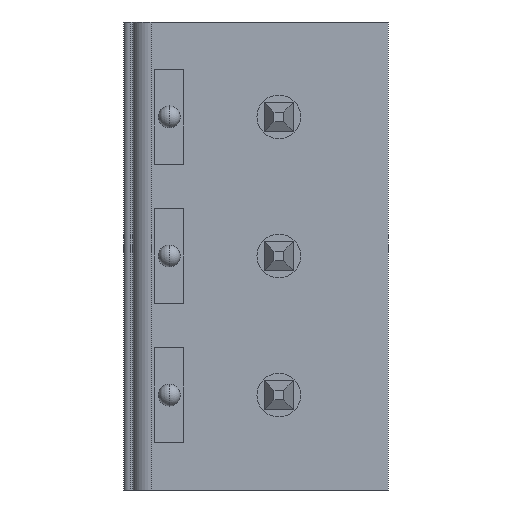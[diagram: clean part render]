
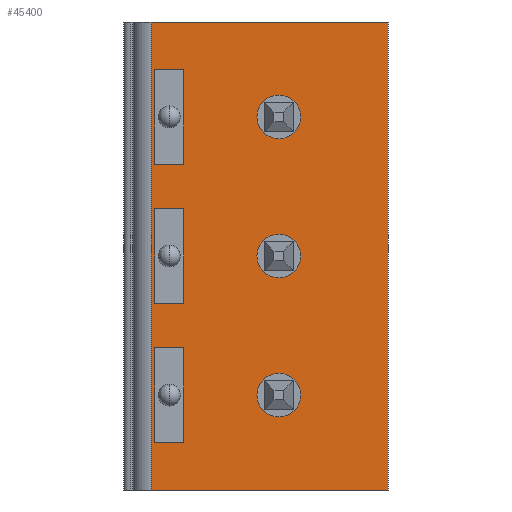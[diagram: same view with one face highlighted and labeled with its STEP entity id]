
A CAD part, front view. The second image highlights one B-rep face of the part: STEP entity #45400.
In plain terms, the highlighted face is planar.
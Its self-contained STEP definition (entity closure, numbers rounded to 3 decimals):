
#130=CARTESIAN_POINT('',(0.,6.5,
   2.6));
#140=VERTEX_POINT('',#130);
#870=CARTESIAN_POINT('',(0.,0.,
   2.6));
#880=VERTEX_POINT('',#870);
#910=CARTESIAN_POINT('',(0.,0.,
   2.6));
#920=DIRECTION('',(0.,-1.,
   0.));
#930=VECTOR('',#920,1.);
#940=LINE('',#910,#930);
#950=EDGE_CURVE('',#140,#880,#940,.T.);
#1420=CARTESIAN_POINT('',(0.,5.6,
   -6.32));
#1430=VERTEX_POINT('',#1420);
#1480=CARTESIAN_POINT('',(0.,5.6,
   -3.81));
#1490=DIRECTION('',(0.,0.,
   -1.));
#1500=VECTOR('',#1490,1.);
#1510=LINE('',#1480,#1500);
#1520=CARTESIAN_POINT('',(0.,5.6,
   -8.92));
#1530=VERTEX_POINT('',#1520);
#1540=EDGE_CURVE('',#1430,#1530,#1510,.T.);
#1890=CARTESIAN_POINT('',(0.,6.4,
   -8.92));
#1900=VERTEX_POINT('',#1890);
#2020=CARTESIAN_POINT('',(0.,0.,
   -8.92));
#2030=DIRECTION('',(0.,1.,
   0.));
#2040=VECTOR('',#2030,1.);
#2050=LINE('',#2020,#2040);
#2060=EDGE_CURVE('',#1530,#1900,#2050,.T.);
#6140=CARTESIAN_POINT('',(0.,6.5,
   -10.22));
#6150=VERTEX_POINT('',#6140);
#6200=CARTESIAN_POINT('',(0.,6.5,
   0.));
#6210=DIRECTION('',(0.,0.,
   1.));
#6220=VECTOR('',#6210,1.);
#6230=LINE('',#6200,#6220);
#6240=EDGE_CURVE('',#6150,#140,#6230,.T.);
#13620=CARTESIAN_POINT('',(0.,0.
   ,1.3));
#13630=DIRECTION('',(0.,-1.,
   0.));
#13640=VECTOR('',#13630,1.);
#13650=LINE('',#13620,#13640);
#13660=CARTESIAN_POINT('',(0.,6.4
   ,1.3));
#13670=VERTEX_POINT('',#13660);
#13680=CARTESIAN_POINT('',(0.,5.6
   ,1.3));
#13690=VERTEX_POINT('',#13680);
#13700=EDGE_CURVE('',#13670,#13690,#13650,.T.);
#14990=CARTESIAN_POINT('',(0.,6.4
   ,-1.3));
#15000=VERTEX_POINT('',#14990);
#15050=CARTESIAN_POINT('',(0.,6.4
   ,0.));
#15060=DIRECTION('',(0.,0.,
   1.));
#15070=VECTOR('',#15060,1.);
#15080=LINE('',#15050,#15070);
#15090=EDGE_CURVE('',#15000,#13670,#15080,.T.);
#16200=CARTESIAN_POINT('',(0.,0.
   ,-1.3));
#16210=DIRECTION('',(0.,1.,
   0.));
#16220=VECTOR('',#16210,1.);
#16230=LINE('',#16200,#16220);
#16240=CARTESIAN_POINT('',(0.,5.6
   ,-1.3));
#16250=VERTEX_POINT('',#16240);
#16260=EDGE_CURVE('',#16250,#15000,#16230,.T.);
#18250=CARTESIAN_POINT('',(0.,5.6
   ,0.));
#18260=DIRECTION('',(0.,0.,
   -1.));
#18270=VECTOR('',#18260,1.);
#18280=LINE('',#18250,#18270);
#18290=EDGE_CURVE('',#13690,#16250,#18280,.T.);
#19420=CARTESIAN_POINT('',(0.,2.4
   ,0.));
#19430=VERTEX_POINT('',#19420);
#19610=CARTESIAN_POINT('',(0.,3.6
   ,0.));
#19620=VERTEX_POINT('',#19610);
#19650=CARTESIAN_POINT('',(0.,3.
   ,0.));
#19660=DIRECTION('',(-1.,0.,
   0.));
#19670=DIRECTION('',(0.,-1.,
   0.));
#19680=AXIS2_PLACEMENT_3D('',#19650,#19660,#19670);
#19690=CIRCLE('',#19680,0.6);
#19700=EDGE_CURVE('',#19430,#19620,#19690,.T.);
#21140=CARTESIAN_POINT('',(0.,5.6
   ,-2.51));
#21150=VERTEX_POINT('',#21140);
#21320=CARTESIAN_POINT('',(0.,6.4
   ,-2.51));
#21330=VERTEX_POINT('',#21320);
#21360=CARTESIAN_POINT('',(0.,0.
   ,-2.51));
#21370=DIRECTION('',(0.,-1.,
   0.));
#21380=VECTOR('',#21370,1.);
#21390=LINE('',#21360,#21380);
#21400=EDGE_CURVE('',#21330,#21150,#21390,.T.);
#38810=CARTESIAN_POINT('',(0.,6.4
   ,-3.81));
#38820=DIRECTION('',(0.,0.,
   1.));
#38830=VECTOR('',#38820,1.);
#38840=LINE('',#38810,#38830);
#38850=CARTESIAN_POINT('',(0.,6.4
   ,-6.32));
#38860=VERTEX_POINT('',#38850);
#38870=EDGE_CURVE('',#1900,#38860,#38840,.T.);
#44220=CARTESIAN_POINT('',(0.,5.6
   ,-3.81));
#44230=DIRECTION('',(0.,0.,
   -1.));
#44240=VECTOR('',#44230,1.);
#44250=LINE('',#44220,#44240);
#44260=CARTESIAN_POINT('',(0.,5.6
   ,-5.11));
#44270=VERTEX_POINT('',#44260);
#44280=EDGE_CURVE('',#21150,#44270,#44250,.T.);
#44470=CARTESIAN_POINT('',(0.,5.25
   ,-3.81));
#44480=DIRECTION('',(-1.,0.,
   0.));
#44490=DIRECTION('',(0.,1.,
   0.));
#44500=AXIS2_PLACEMENT_3D('',#44470,#44480,#44490);
#44510=PLANE('',#44500);
#44520=CARTESIAN_POINT('',(0.,0.
   ,-6.32));
#44530=DIRECTION('',(0.,-1.,
   0.));
#44540=VECTOR('',#44530,1.);
#44550=LINE('',#44520,#44540);
#44560=EDGE_CURVE('',#38860,#1430,#44550,.T.);
#44570=ORIENTED_EDGE('',*,*,#44560,.T.);
#44580=ORIENTED_EDGE('',*,*,#38870,.T.);
#44590=ORIENTED_EDGE('',*,*,#2060,.T.);
#44600=ORIENTED_EDGE('',*,*,#1540,.T.);
#44610=EDGE_LOOP('',(#44600,#44590,#44580,#44570));
#44620=FACE_BOUND('',#44610,.T.);
#44630=ORIENTED_EDGE('',*,*,#16260,.T.);
#44640=ORIENTED_EDGE('',*,*,#18290,.T.);
#44650=ORIENTED_EDGE('',*,*,#13700,.T.);
#44660=ORIENTED_EDGE('',*,*,#15090,.T.);
#44670=EDGE_LOOP('',(#44660,#44650,#44640,#44630));
#44680=FACE_BOUND('',#44670,.T.);
#44690=EDGE_CURVE('',#19620,#19430,#19690,.T.);
#44700=ORIENTED_EDGE('',*,*,#44690,.F.);
#44710=ORIENTED_EDGE('',*,*,#19700,.F.);
#44720=EDGE_LOOP('',(#44710,#44700));
#44730=FACE_BOUND('',#44720,.T.);
#44740=CARTESIAN_POINT('',(0.,3.
   ,-3.81));
#44750=DIRECTION('',(-1.,0.,
   0.));
#44760=DIRECTION('',(0.,-1.,
   0.));
#44770=AXIS2_PLACEMENT_3D('',#44740,#44750,#44760);
#44780=CIRCLE('',#44770,0.6);
#44790=CARTESIAN_POINT('',(0.,2.4
   ,-3.81));
#44800=VERTEX_POINT('',#44790);
#44810=CARTESIAN_POINT('',(0.,3.6
   ,-3.81));
#44820=VERTEX_POINT('',#44810);
#44830=EDGE_CURVE('',#44800,#44820,#44780,.T.);
#44840=ORIENTED_EDGE('',*,*,#44830,.F.);
#44850=EDGE_CURVE('',#44820,#44800,#44780,.T.);
#44860=ORIENTED_EDGE('',*,*,#44850,.F.);
#44870=EDGE_LOOP('',(#44860,#44840));
#44880=FACE_BOUND('',#44870,.T.);
#44890=CARTESIAN_POINT('',(0.,0.
   ,-5.11));
#44900=DIRECTION('',(0.,1.,
   0.));
#44910=VECTOR('',#44900,1.);
#44920=LINE('',#44890,#44910);
#44930=CARTESIAN_POINT('',(0.,6.4
   ,-5.11));
#44940=VERTEX_POINT('',#44930);
#44950=EDGE_CURVE('',#44270,#44940,#44920,.T.);
#44960=ORIENTED_EDGE('',*,*,#44950,.T.);
#44970=ORIENTED_EDGE('',*,*,#44280,.T.);
#44980=ORIENTED_EDGE('',*,*,#21400,.T.);
#44990=CARTESIAN_POINT('',(0.,6.4
   ,-3.81));
#45000=DIRECTION('',(0.,0.,
   1.));
#45010=VECTOR('',#45000,1.);
#45020=LINE('',#44990,#45010);
#45030=EDGE_CURVE('',#44940,#21330,#45020,.T.);
#45040=ORIENTED_EDGE('',*,*,#45030,.T.);
#45050=EDGE_LOOP('',(#45040,#44980,#44970,#44960));
#45060=FACE_BOUND('',#45050,.T.);
#45070=ORIENTED_EDGE('',*,*,#950,.F.);
#45080=CARTESIAN_POINT('',(0.,
   0.,-3.81));
#45090=DIRECTION('',(0.,0.,
   -1.));
#45100=VECTOR('',#45090,1.);
#45110=LINE('',#45080,#45100);
#45120=CARTESIAN_POINT('',(0.,
   0.,-10.22));
#45130=VERTEX_POINT('',#45120);
#45140=EDGE_CURVE('',#880,#45130,#45110,.T.);
#45150=ORIENTED_EDGE('',*,*,#45140,.F.);
#45160=CARTESIAN_POINT('',(0.,0.
   ,-10.22));
#45170=DIRECTION('',(0.,-1.,
   0.));
#45180=VECTOR('',#45170,1.);
#45190=LINE('',#45160,#45180);
#45200=EDGE_CURVE('',#6150,#45130,#45190,.T.);
#45210=ORIENTED_EDGE('',*,*,#45200,.T.);
#45220=ORIENTED_EDGE('',*,*,#6240,.F.);
#45230=EDGE_LOOP('',(#45220,#45210,#45150,#45070));
#45240=FACE_OUTER_BOUND('',#45230,.T.);
#45250=CARTESIAN_POINT('',(0.,3.
   ,-7.62));
#45260=DIRECTION('',(-1.,0.,
   0.));
#45270=DIRECTION('',(0.,-1.,
   0.));
#45280=AXIS2_PLACEMENT_3D('',#45250,#45260,#45270);
#45290=CIRCLE('',#45280,0.6);
#45300=CARTESIAN_POINT('',(0.,3.6
   ,-7.62));
#45310=VERTEX_POINT('',#45300);
#45320=CARTESIAN_POINT('',(0.,2.4
   ,-7.62));
#45330=VERTEX_POINT('',#45320);
#45340=EDGE_CURVE('',#45310,#45330,#45290,.T.);
#45350=ORIENTED_EDGE('',*,*,#45340,.F.);
#45360=EDGE_CURVE('',#45330,#45310,#45290,.T.);
#45370=ORIENTED_EDGE('',*,*,#45360,.F.);
#45380=EDGE_LOOP('',(#45370,#45350));
#45390=FACE_BOUND('',#45380,.T.);
#45400=ADVANCED_FACE('',(#44620,#44680,#44730,#44880,#45060,#45240,
   #45390),#44510,.T.);
